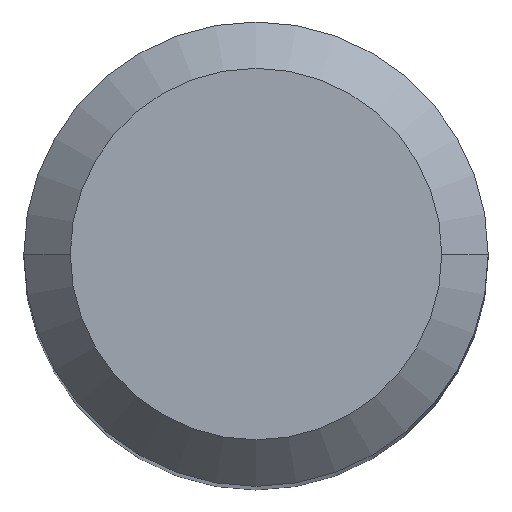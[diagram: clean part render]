
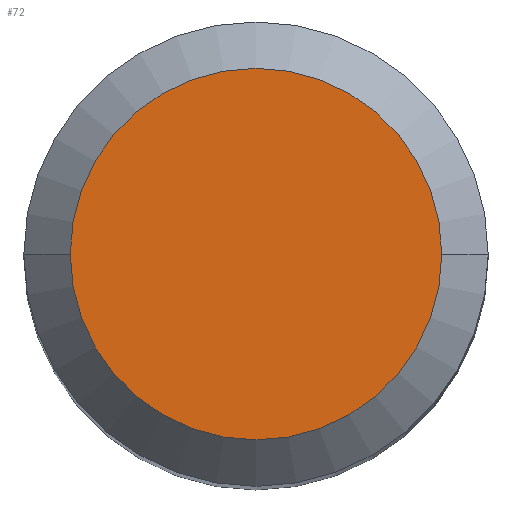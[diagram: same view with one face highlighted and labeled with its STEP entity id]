
A CAD part, top view. The second image highlights one B-rep face of the part: STEP entity #72.
In plain terms, the highlighted planar face has unit normal (0, 0, 1).
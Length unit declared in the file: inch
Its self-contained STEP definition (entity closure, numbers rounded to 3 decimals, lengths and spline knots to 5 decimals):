
#1 = EDGE_CURVE ( 'NONE', #318, #283, #316, .T. ) ;
#65 = FACE_OUTER_BOUND ( 'NONE', #471, .T. ) ;
#71 = DIRECTION ( 'NONE',  ( -1., 0., 0. ) ) ;
#72 = ADVANCED_FACE ( 'NONE', ( #65 ), #103, .F. ) ;
#98 = CARTESIAN_POINT ( 'NONE',  ( 0., 0., 0. ) ) ;
#103 = PLANE ( 'NONE',  #224 ) ;
#159 = CARTESIAN_POINT ( 'NONE',  ( 0.126, 0., 0. ) ) ;
#160 = EDGE_CURVE ( 'NONE', #283, #318, #238, .T. ) ;
#177 = ORIENTED_EDGE ( 'NONE', *, *, #1, .T. ) ;
#224 = AXIS2_PLACEMENT_3D ( 'NONE', #256, #362, #71 ) ;
#229 = CARTESIAN_POINT ( 'NONE',  ( 0., 0., 0. ) ) ;
#231 = DIRECTION ( 'NONE',  ( 0., 0., 1. ) ) ;
#238 = CIRCLE ( 'NONE', #383, 0.126 ) ;
#248 = DIRECTION ( 'NONE',  ( 0., 0., 1. ) ) ;
#251 = DIRECTION ( 'NONE',  ( 1., 0., 0. ) ) ;
#256 = CARTESIAN_POINT ( 'NONE',  ( 0., 0., 0. ) ) ;
#268 = DIRECTION ( 'NONE',  ( 1., 0., 0. ) ) ;
#271 = CARTESIAN_POINT ( 'NONE',  ( -0.126, 0., 0. ) ) ;
#283 = VERTEX_POINT ( 'NONE', #159 ) ;
#316 = CIRCLE ( 'NONE', #459, 0.126 ) ;
#318 = VERTEX_POINT ( 'NONE', #271 ) ;
#362 = DIRECTION ( 'NONE',  ( 0., 0., -1. ) ) ;
#383 = AXIS2_PLACEMENT_3D ( 'NONE', #229, #231, #268 ) ;
#429 = ORIENTED_EDGE ( 'NONE', *, *, #160, .T. ) ;
#459 = AXIS2_PLACEMENT_3D ( 'NONE', #98, #248, #251 ) ;
#471 = EDGE_LOOP ( 'NONE', ( #177, #429 ) ) ;
